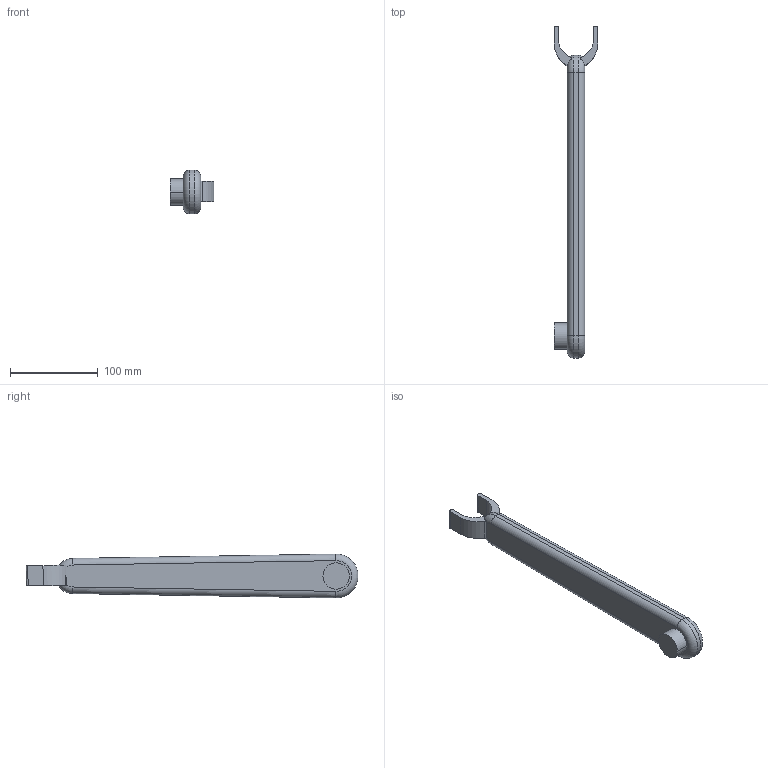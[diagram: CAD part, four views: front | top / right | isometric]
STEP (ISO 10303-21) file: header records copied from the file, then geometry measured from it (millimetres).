
FILE_DESCRIPTION (( 'STEP AP203' ), '1' );
FILE_NAME ('link3.stp_默认_sldprt.STEP', '2024-04-18T13:05:53', ( '' ), ( '' ), 'SwSTEP 2.0', 'SolidWorks 2024', '' );
FILE_SCHEMA (( 'CONFIG_CONTROL_DESIGN' ));
Length unit declared in the file: millimetre
Products named in the file (1): link3.stp_默认_sldprt
Bounding box: 50 x 378.27 x 49.99 mm (x, y, z)
Volume: 308684.3 mm3; surface area: 46736 mm2
Topology: 1 solids, 1 shells, 39 faces, 100 edges, 64 vertices
Faces by surface type: plane 19, cylinder 16, torus 4
Entity records: 1437 total; most frequent: CARTESIAN_POINT 396, DIRECTION 208, ORIENTED_EDGE 200, EDGE_CURVE 100, AXIS2_PLACEMENT_3D 78, VERTEX_POINT 64, LINE 52, VECTOR 52
